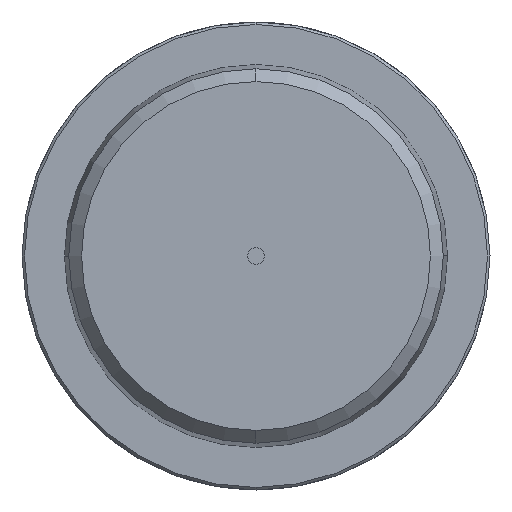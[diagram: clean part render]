
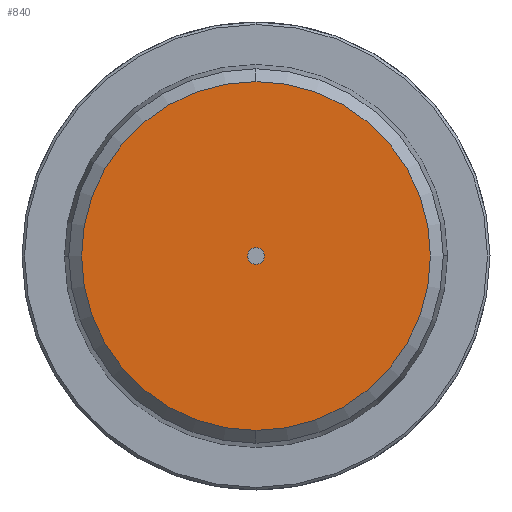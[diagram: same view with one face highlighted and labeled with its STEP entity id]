
A CAD part, front view. The second image highlights one B-rep face of the part: STEP entity #840.
In plain terms, the highlighted planar face has unit normal (0, -1, 0).
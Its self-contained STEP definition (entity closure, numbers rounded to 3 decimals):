
#12 = DIRECTION ( 'NONE',  ( 0., 0., 1. ) ) ;
#20 = CARTESIAN_POINT ( 'NONE',  ( 0., -21.8, 1. ) ) ;
#27 = EDGE_LOOP ( 'NONE', ( #918, #630 ) ) ;
#70 = AXIS2_PLACEMENT_3D ( 'NONE', #412, #963, #177 ) ;
#106 = CIRCLE ( 'NONE', #376, 20.5 ) ;
#146 = EDGE_CURVE ( 'NONE', #941, #1019, #531, .T. ) ;
#152 = DIRECTION ( 'NONE',  ( 0., -1., 0. ) ) ;
#177 = DIRECTION ( 'NONE',  ( 0., 0., -1. ) ) ;
#186 = CARTESIAN_POINT ( 'NONE',  ( 0., -21.8, 20.5 ) ) ;
#231 = CARTESIAN_POINT ( 'NONE',  ( 0., -21.8, 0. ) ) ;
#245 = DIRECTION ( 'NONE',  ( 0., 0., -1. ) ) ;
#251 = CARTESIAN_POINT ( 'NONE',  ( 0., -21.8, -20.5 ) ) ;
#295 = VERTEX_POINT ( 'NONE', #186 ) ;
#313 = CARTESIAN_POINT ( 'NONE',  ( 0., -21.8, 0. ) ) ;
#353 = CARTESIAN_POINT ( 'NONE',  ( 0., -21.8, -1. ) ) ;
#376 = AXIS2_PLACEMENT_3D ( 'NONE', #313, #152, #802 ) ;
#412 = CARTESIAN_POINT ( 'NONE',  ( 0., -21.8, 0. ) ) ;
#462 = AXIS2_PLACEMENT_3D ( 'NONE', #231, #1053, #791 ) ;
#486 = FACE_BOUND ( 'NONE', #27, .T. ) ;
#530 = VERTEX_POINT ( 'NONE', #251 ) ;
#531 = CIRCLE ( 'NONE', #70, 1. ) ;
#573 = CARTESIAN_POINT ( 'NONE',  ( 0., -21.8, 0. ) ) ;
#609 = CIRCLE ( 'NONE', #1039, 20.5 ) ;
#630 = ORIENTED_EDGE ( 'NONE', *, *, #876, .T. ) ;
#634 = CARTESIAN_POINT ( 'NONE',  ( 0., -21.8, 0. ) ) ;
#707 = FACE_OUTER_BOUND ( 'NONE', #942, .T. ) ;
#779 = ORIENTED_EDGE ( 'NONE', *, *, #809, .T. ) ;
#791 = DIRECTION ( 'NONE',  ( 0., 0., -1. ) ) ;
#802 = DIRECTION ( 'NONE',  ( 0., 0., 1. ) ) ;
#809 = EDGE_CURVE ( 'NONE', #295, #530, #106, .T. ) ;
#818 = CIRCLE ( 'NONE', #851, 1. ) ;
#829 = DIRECTION ( 'NONE',  ( 0., -1., 0. ) ) ;
#840 = ADVANCED_FACE ( 'NONE', ( #707, #486 ), #1048, .T. ) ;
#851 = AXIS2_PLACEMENT_3D ( 'NONE', #634, #872, #245 ) ;
#872 = DIRECTION ( 'NONE',  ( 0., 1., 0. ) ) ;
#876 = EDGE_CURVE ( 'NONE', #1019, #941, #818, .T. ) ;
#918 = ORIENTED_EDGE ( 'NONE', *, *, #146, .T. ) ;
#941 = VERTEX_POINT ( 'NONE', #353 ) ;
#942 = EDGE_LOOP ( 'NONE', ( #779, #974 ) ) ;
#963 = DIRECTION ( 'NONE',  ( 0., 1., 0. ) ) ;
#974 = ORIENTED_EDGE ( 'NONE', *, *, #1024, .T. ) ;
#1019 = VERTEX_POINT ( 'NONE', #20 ) ;
#1024 = EDGE_CURVE ( 'NONE', #530, #295, #609, .T. ) ;
#1039 = AXIS2_PLACEMENT_3D ( 'NONE', #573, #829, #12 ) ;
#1048 = PLANE ( 'NONE',  #462 ) ;
#1053 = DIRECTION ( 'NONE',  ( 0., -1., 0. ) ) ;
